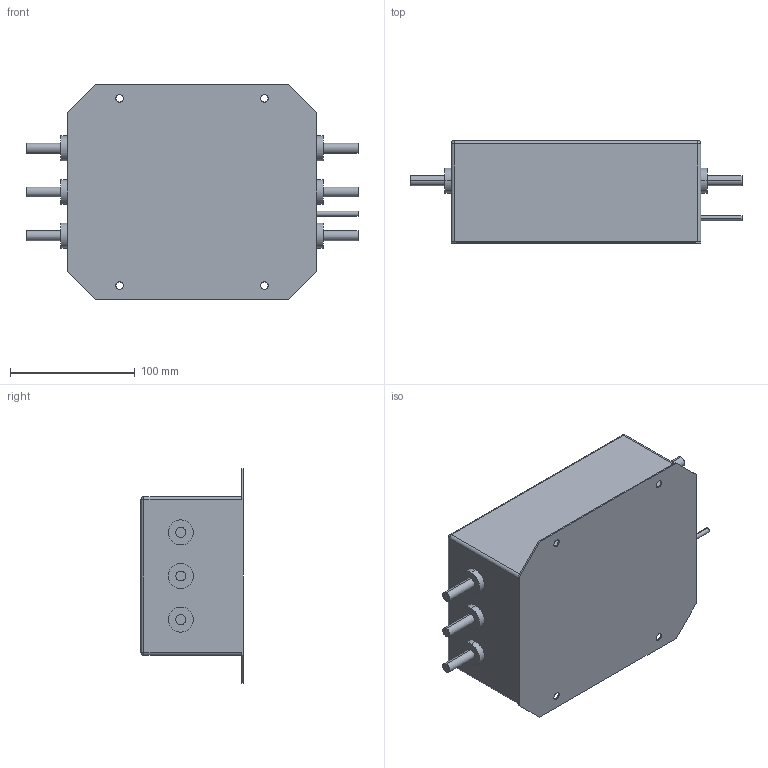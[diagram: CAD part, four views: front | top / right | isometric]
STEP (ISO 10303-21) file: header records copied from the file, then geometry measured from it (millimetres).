
FILE_DESCRIPTION (( 'STEP AP214' ), '1' );
FILE_NAME ('YIE6-200A EMI FILTER 380V.STEP', '2024-04-11T10:32:15', ( '' ), ( '' ), 'SwSTEP 2.0', 'SolidWorks 2024', '' );
FILE_SCHEMA (( 'AUTOMOTIVE_DESIGN' ));
Length unit declared in the file: millimetre
Products named in the file (1): YIE6-200A EMI FILTER 380V
Bounding box: 266 x 82 x 172 mm (x, y, z)
Volume: 2107634.7 mm3; surface area: 125781.9 mm2
Topology: 1 solids, 1 shells, 374 faces, 979 edges, 646 vertices
Faces by surface type: plane 262, bspline 66, cylinder 42, sphere 4
Entity records: 18548 total; most frequent: CARTESIAN_POINT 5566, ORIENTED_EDGE 1950, DIRECTION 1545, EDGE_CURVE 975, VECTOR 759, LINE 759, VERTEX_POINT 646, EDGE_LOOP 425
